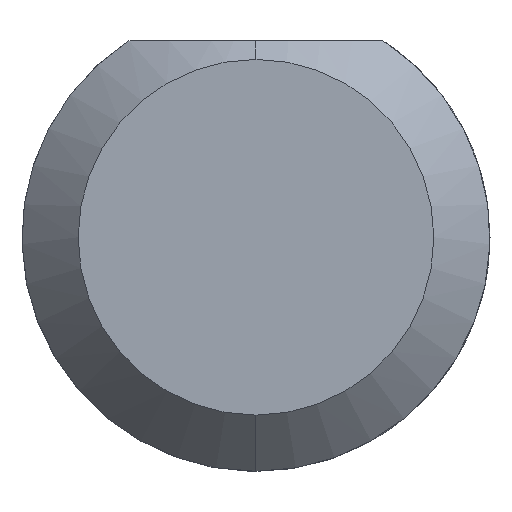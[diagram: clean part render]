
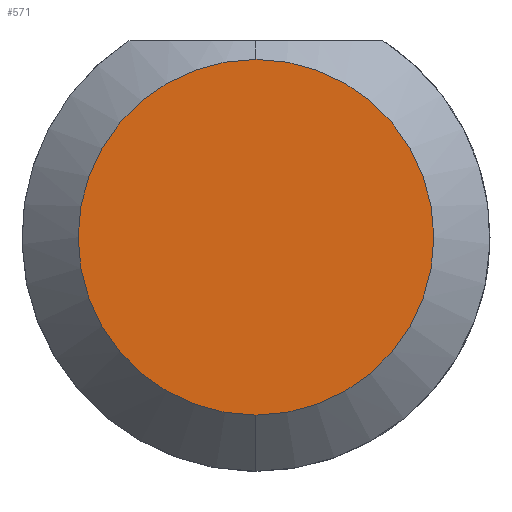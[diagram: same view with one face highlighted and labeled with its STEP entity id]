
A CAD part, left-side view. The second image highlights one B-rep face of the part: STEP entity #571.
In plain terms, the highlighted planar face has unit normal (-1, 0, 0).
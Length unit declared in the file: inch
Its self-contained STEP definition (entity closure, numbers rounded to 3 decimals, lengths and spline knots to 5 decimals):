
#17 = DIRECTION ( 'NONE',  ( -1., 0., 0. ) ) ;
#30 = ORIENTED_EDGE ( 'NONE', *, *, #38, .T. ) ;
#38 = EDGE_CURVE ( 'NONE', #697, #715, #47, .T. ) ;
#47 = CIRCLE ( 'NONE', #203, 0.0475 ) ;
#49 = EDGE_CURVE ( 'NONE', #715, #697, #547, .T. ) ;
#64 = CARTESIAN_POINT ( 'NONE',  ( 0., 0., 0. ) ) ;
#70 = AXIS2_PLACEMENT_3D ( 'NONE', #303, #75, #578 ) ;
#72 = DIRECTION ( 'NONE',  ( 0., 0., -1. ) ) ;
#73 = DIRECTION ( 'NONE',  ( 0., 0., 1. ) ) ;
#75 = DIRECTION ( 'NONE',  ( -1., 0., 0. ) ) ;
#166 = AXIS2_PLACEMENT_3D ( 'NONE', #64, #684, #72 ) ;
#203 = AXIS2_PLACEMENT_3D ( 'NONE', #352, #17, #73 ) ;
#275 = ORIENTED_EDGE ( 'NONE', *, *, #49, .T. ) ;
#303 = CARTESIAN_POINT ( 'NONE',  ( 0., 0., 0. ) ) ;
#352 = CARTESIAN_POINT ( 'NONE',  ( 0., 0., 0. ) ) ;
#355 = CARTESIAN_POINT ( 'NONE',  ( 0., 0., -0.0475 ) ) ;
#401 = EDGE_LOOP ( 'NONE', ( #30, #275 ) ) ;
#415 = PLANE ( 'NONE',  #166 ) ;
#426 = CARTESIAN_POINT ( 'NONE',  ( 0., 0., 0.0475 ) ) ;
#547 = CIRCLE ( 'NONE', #70, 0.0475 ) ;
#571 = ADVANCED_FACE ( 'NONE', ( #626 ), #415, .F. ) ;
#578 = DIRECTION ( 'NONE',  ( 0., 0., 1. ) ) ;
#626 = FACE_OUTER_BOUND ( 'NONE', #401, .T. ) ;
#684 = DIRECTION ( 'NONE',  ( 1., 0., 0. ) ) ;
#697 = VERTEX_POINT ( 'NONE', #355 ) ;
#715 = VERTEX_POINT ( 'NONE', #426 ) ;
